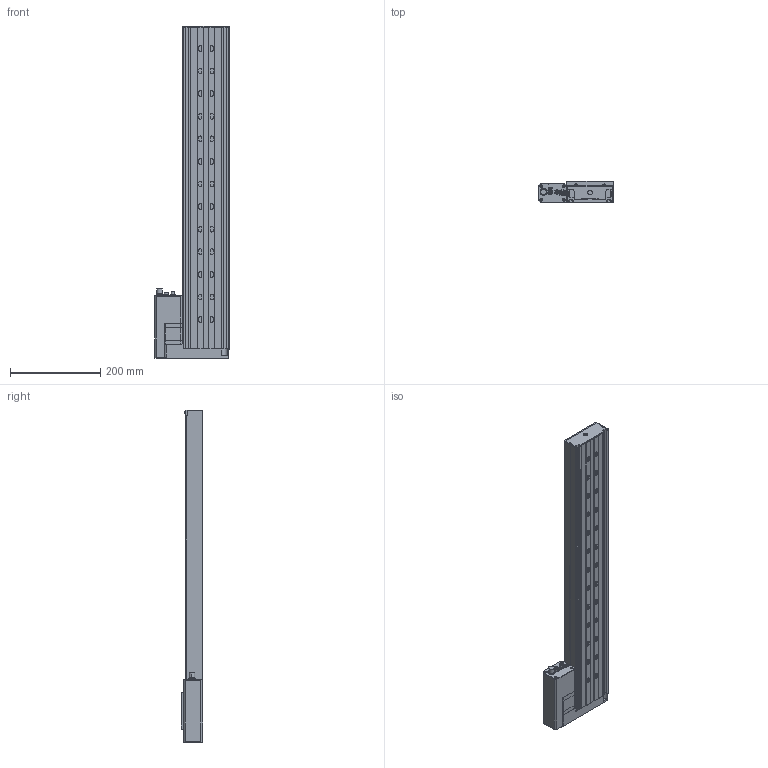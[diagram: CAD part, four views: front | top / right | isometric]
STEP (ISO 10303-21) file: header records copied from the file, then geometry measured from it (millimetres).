
FILE_DESCRIPTION (( 'STEP AP203' ), '1' );
FILE_NAME ('X-LRQ600xP-E01C.step', '2023-05-17T23:56:50', ( '' ), ( '' ), 'SwSTEP 2.0', 'SolidWorks 2019', '' );
FILE_SCHEMA (( 'CONFIG_CONTROL_DESIGN' ));
Length unit declared in the file: millimetre
Products named in the file (4): X-LRQ600xP-E01C; NMS17_motor^LRQ_X-LRQ-E01; LRQ_carriage^LRQ_LRQ-C; LRQ_base^LRQ_LRQ600P-C
Assembly tree (3 placements, depth 2):
  X-LRQ600xP-E01C
    LRQ_base^LRQ_LRQ600P-C
    LRQ_carriage^LRQ_LRQ-C
    NMS17_motor^LRQ_X-LRQ-E01
Bounding box: 165.75 x 48 x 734.8 mm (x, y, z)
Volume: 1639855.5 mm3; surface area: 737104.3 mm2
Topology: 31 solids, 31 shells, 973 faces, 2491 edges, 1643 vertices
Faces by surface type: plane 589, cylinder 342, cone 30, torus 8, sphere 4
Entity records: 30168 total; most frequent: CARTESIAN_POINT 5429, DIRECTION 5138, ORIENTED_EDGE 4950, EDGE_CURVE 2475, AXIS2_PLACEMENT_3D 1728, VECTOR 1682, LINE 1682, VERTEX_POINT 1639
